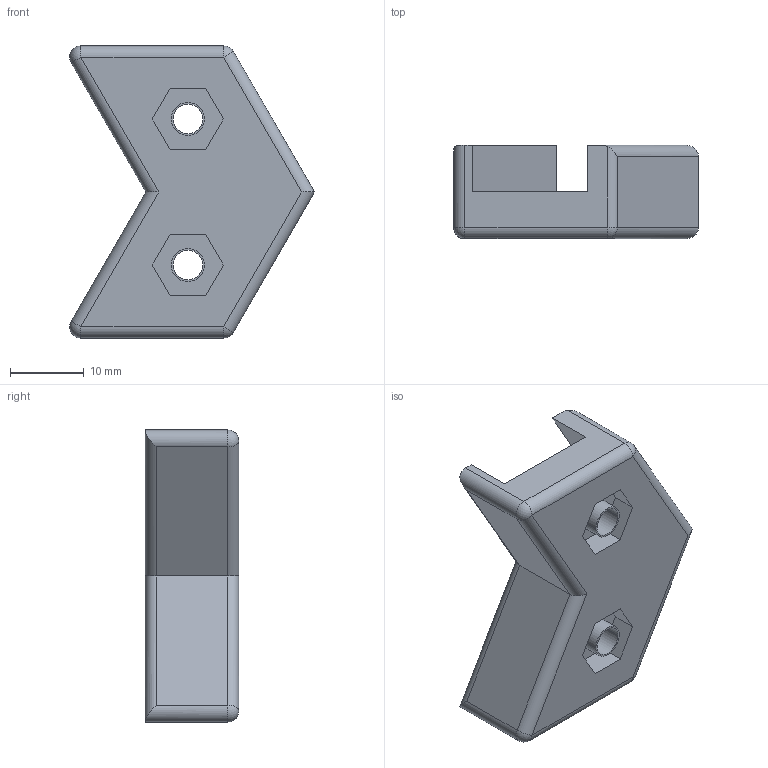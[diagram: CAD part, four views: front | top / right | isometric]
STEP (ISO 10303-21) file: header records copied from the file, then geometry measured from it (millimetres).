
FILE_DESCRIPTION((''),'2;1');
FILE_NAME('CORNER_L','2017-11-25T',('joe'),(''),'CREO PARAMETRIC BY PTC INC, 2016260','CREO PARAMETRIC BY PTC INC, 2016260','');
FILE_SCHEMA(('CONFIG_CONTROL_DESIGN'));
Length unit declared in the file: inch
Products named in the file (1): CORNER_L
Bounding box: 33.25 x 12.7 x 39.69 mm (x, y, z)
Volume: 7016 mm3; surface area: 4132.3 mm2
Topology: 1 solids, 1 shells, 56 faces, 134 edges, 84 vertices
Faces by surface type: plane 30, cylinder 22, sphere 4
Entity records: 1701 total; most frequent: CARTESIAN_POINT 347, ORIENTED_EDGE 268, DIRECTION 266, EDGE_CURVE 134, VECTOR 94, LINE 94, AXIS2_PLACEMENT_3D 86, VERTEX_POINT 84
